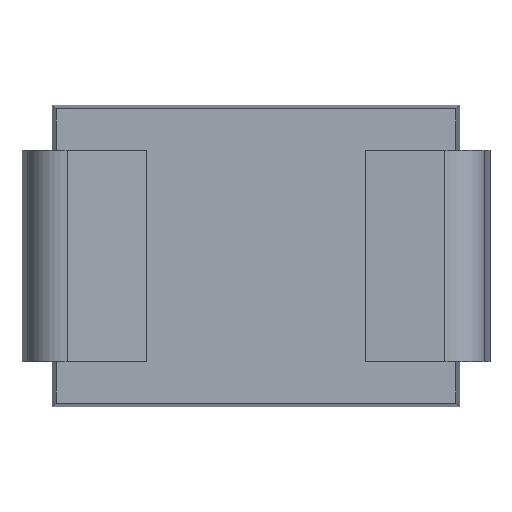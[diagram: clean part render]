
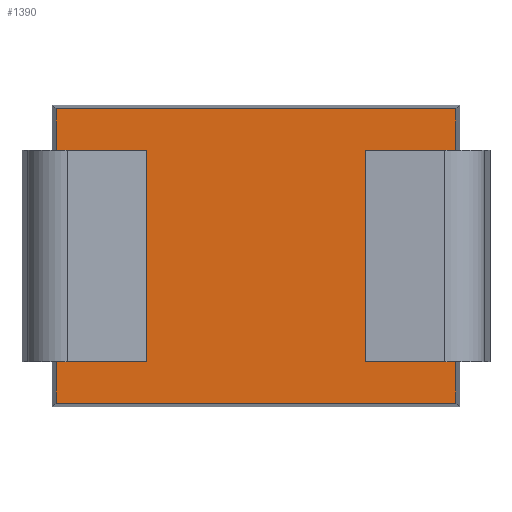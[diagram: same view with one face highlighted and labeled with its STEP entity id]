
A CAD part, front view. The second image highlights one B-rep face of the part: STEP entity #1390.
In plain terms, the highlighted planar face has unit normal (0, -1, 0).
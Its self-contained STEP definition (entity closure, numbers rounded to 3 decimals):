
#17=FACE_BOUND('',#236,.T.);
#18=FACE_BOUND('',#237,.T.);
#158=FACE_OUTER_BOUND('',#235,.T.);
#235=EDGE_LOOP('',(#1212,#1213,#1214,#1215,#1216,#1217,#1218,#1219));
#236=EDGE_LOOP('',(#1220,#1221));
#237=EDGE_LOOP('',(#1222,#1223));
#377=LINE('',#2243,#535);
#378=LINE('',#2244,#536);
#379=LINE('',#2246,#537);
#381=LINE('',#2250,#539);
#385=LINE('',#2258,#543);
#388=LINE('',#2262,#546);
#389=LINE('',#2263,#547);
#390=LINE('',#2264,#548);
#396=LINE('',#2275,#554);
#397=LINE('',#2276,#555);
#535=VECTOR('',#1849,10.);
#536=VECTOR('',#1850,10.);
#537=VECTOR('',#1851,10.);
#539=VECTOR('',#1855,10.);
#543=VECTOR('',#1861,10.);
#546=VECTOR('',#1866,10.);
#547=VECTOR('',#1867,10.);
#548=VECTOR('',#1868,10.);
#554=VECTOR('',#1880,10.);
#555=VECTOR('',#1881,10.);
#571=VERTEX_POINT('',#1920);
#573=VERTEX_POINT('',#1924);
#578=VERTEX_POINT('',#1936);
#583=VERTEX_POINT('',#1954);
#599=VERTEX_POINT('',#2003);
#601=VERTEX_POINT('',#2007);
#604=VERTEX_POINT('',#2015);
#608=VERTEX_POINT('',#2031);
#675=VERTEX_POINT('',#2241);
#676=VERTEX_POINT('',#2245);
#677=VERTEX_POINT('',#2249);
#680=VERTEX_POINT('',#2257);
#851=EDGE_CURVE('',#675,#604,#377,.T.);
#852=EDGE_CURVE('',#604,#601,#378,.T.);
#853=EDGE_CURVE('',#601,#676,#379,.T.);
#855=EDGE_CURVE('',#677,#675,#381,.T.);
#859=EDGE_CURVE('',#676,#680,#385,.T.);
#862=EDGE_CURVE('',#680,#571,#388,.T.);
#863=EDGE_CURVE('',#571,#578,#389,.T.);
#864=EDGE_CURVE('',#578,#677,#390,.T.);
#870=EDGE_CURVE('',#573,#583,#396,.T.);
#871=EDGE_CURVE('',#608,#599,#397,.T.);
#1212=ORIENTED_EDGE('',*,*,#851,.F.);
#1213=ORIENTED_EDGE('',*,*,#855,.F.);
#1214=ORIENTED_EDGE('',*,*,#864,.F.);
#1215=ORIENTED_EDGE('',*,*,#863,.F.);
#1216=ORIENTED_EDGE('',*,*,#862,.F.);
#1217=ORIENTED_EDGE('',*,*,#859,.F.);
#1218=ORIENTED_EDGE('',*,*,#853,.F.);
#1219=ORIENTED_EDGE('',*,*,#852,.F.);
#1220=ORIENTED_EDGE('',*,*,#870,.T.);
#1221=ORIENTED_EDGE('',*,*,#870,.F.);
#1222=ORIENTED_EDGE('',*,*,#871,.T.);
#1223=ORIENTED_EDGE('',*,*,#871,.F.);
#1316=PLANE('',#1514);
#1390=ADVANCED_FACE('',(#158,#17,#18),#1316,.F.);
#1514=AXIS2_PLACEMENT_3D('',#2274,#1878,#1879);
#1849=DIRECTION('',(0.,0.,-1.));
#1850=DIRECTION('',(0.,0.,-1.));
#1851=DIRECTION('',(0.,0.,-1.));
#1855=DIRECTION('',(1.,0.,0.));
#1861=DIRECTION('',(-1.,0.,0.));
#1866=DIRECTION('',(0.,0.,1.));
#1867=DIRECTION('',(0.,0.,1.));
#1868=DIRECTION('',(0.,0.,1.));
#1878=DIRECTION('center_axis',(0.,1.,0.));
#1879=DIRECTION('ref_axis',(1.,0.,0.));
#1880=DIRECTION('',(0.,0.,1.));
#1881=DIRECTION('',(0.,0.,-1.));
#1920=CARTESIAN_POINT('',(-1.325,0.15,-0.7));
#1924=CARTESIAN_POINT('',(-0.733,0.15,-0.7));
#1936=CARTESIAN_POINT('',(-1.325,0.15,0.7));
#1954=CARTESIAN_POINT('',(-0.733,0.15,0.7));
#2003=CARTESIAN_POINT('',(0.733,0.15,-0.7));
#2007=CARTESIAN_POINT('',(1.325,0.15,-0.7));
#2015=CARTESIAN_POINT('',(1.325,0.15,0.7));
#2031=CARTESIAN_POINT('',(0.733,0.15,0.7));
#2241=CARTESIAN_POINT('',(1.325,0.15,0.975));
#2243=CARTESIAN_POINT('',(1.325,0.15,0.5));
#2244=CARTESIAN_POINT('',(1.325,0.15,0.5));
#2245=CARTESIAN_POINT('',(1.325,0.15,-0.975));
#2246=CARTESIAN_POINT('',(1.325,0.15,0.5));
#2249=CARTESIAN_POINT('',(-1.325,0.15,0.975));
#2250=CARTESIAN_POINT('',(-0.675,0.15,0.975));
#2257=CARTESIAN_POINT('',(-1.325,0.15,-0.975));
#2258=CARTESIAN_POINT('',(0.675,0.15,-0.975));
#2262=CARTESIAN_POINT('',(-1.325,0.15,-0.5));
#2263=CARTESIAN_POINT('',(-1.325,0.15,-0.5));
#2264=CARTESIAN_POINT('',(-1.325,0.15,-0.5));
#2274=CARTESIAN_POINT('Origin',(0.,0.15,0.));
#2275=CARTESIAN_POINT('',(-0.733,0.15,0.));
#2276=CARTESIAN_POINT('',(0.733,0.15,0.));
